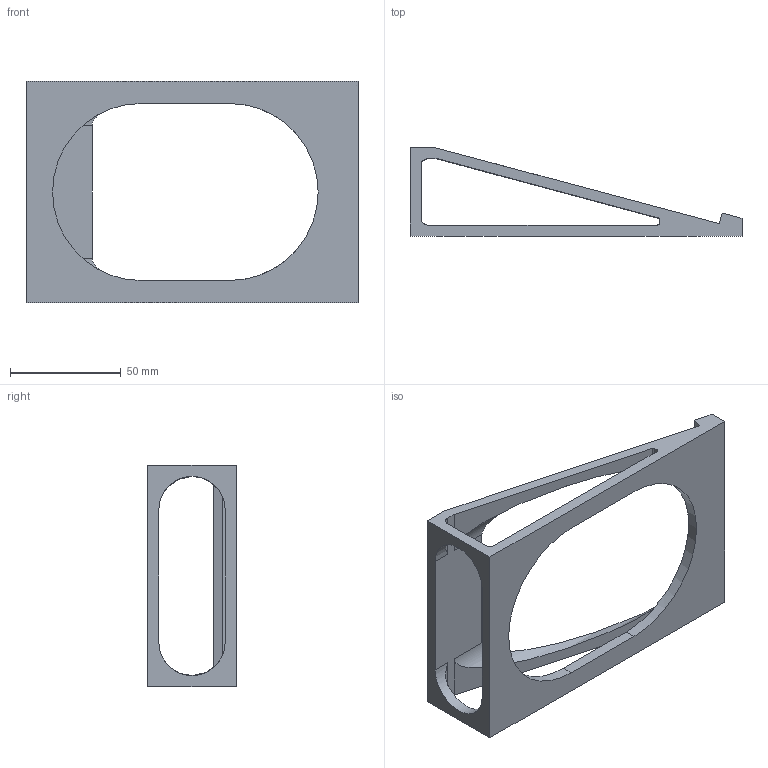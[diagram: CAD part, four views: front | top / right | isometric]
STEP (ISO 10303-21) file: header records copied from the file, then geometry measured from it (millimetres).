
FILE_DESCRIPTION (( 'STEP AP214' ), '1' );
FILE_NAME ('VAR-DVK-STAND-A-15-V1.0.0-R0.0.1.STEP', '2025-09-21T08:28:30', ( '' ), ( '' ), 'SwSTEP 2.0', 'SolidWorks 2025', '' );
FILE_SCHEMA (( 'AUTOMOTIVE_DESIGN' ));
Length unit declared in the file: millimetre
Products named in the file (1): VAR-DVK-STAND-A-15-V1.0.0-R0.0.1
Bounding box: 150 x 40 x 100 mm (x, y, z)
Volume: 60259.1 mm3; surface area: 31194 mm2
Topology: 1 solids, 1 shells, 37 faces, 114 edges, 76 vertices
Faces by surface type: plane 21, cylinder 16
Entity records: 1399 total; most frequent: CARTESIAN_POINT 358, ORIENTED_EDGE 228, DIRECTION 196, EDGE_CURVE 114, VERTEX_POINT 76, LINE 72, VECTOR 72, AXIS2_PLACEMENT_3D 62
